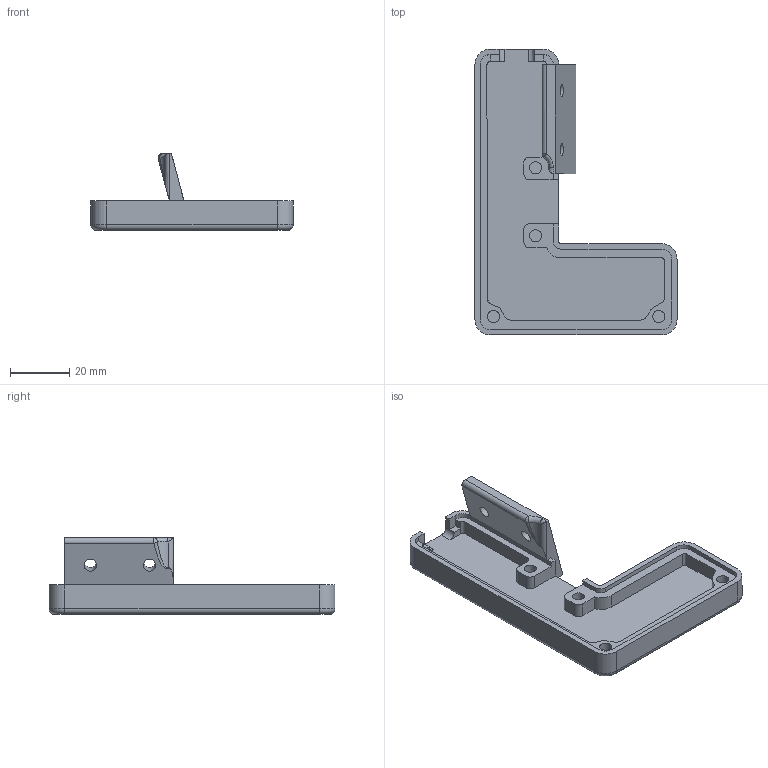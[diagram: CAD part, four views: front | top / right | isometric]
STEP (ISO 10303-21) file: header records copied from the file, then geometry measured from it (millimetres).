
FILE_DESCRIPTION(('FreeCAD Model'),'2;1');
FILE_NAME('Open CASCADE Shape Model','2025-01-15T09:25:20',(''),(''), 'Open CASCADE STEP processor 7.6','FreeCAD','Unknown');
FILE_SCHEMA(('AUTOMOTIVE_DESIGN { 1 0 10303 214 1 1 1 1 }'));
Length unit declared in the file: millimetre
Products named in the file (1): Right Thumb Case
Bounding box: 68.35 x 96.66 x 26 mm (x, y, z)
Volume: 25184.1 mm3; surface area: 14737 mm2
Topology: 1 solids, 1 shells, 113 faces, 303 edges, 195 vertices
Faces by surface type: plane 57, cylinder 46, torus 8, bspline 2
Full cylindrical faces by diameter (mm): 4.1 x4, 4.2 x2
Entity records: 4320 total; most frequent: CARTESIAN_POINT 1399, DIRECTION 620, ORIENTED_EDGE 604, EDGE_CURVE 302, AXIS2_PLACEMENT_3D 215, VERTEX_POINT 195, LINE 190, VECTOR 190
